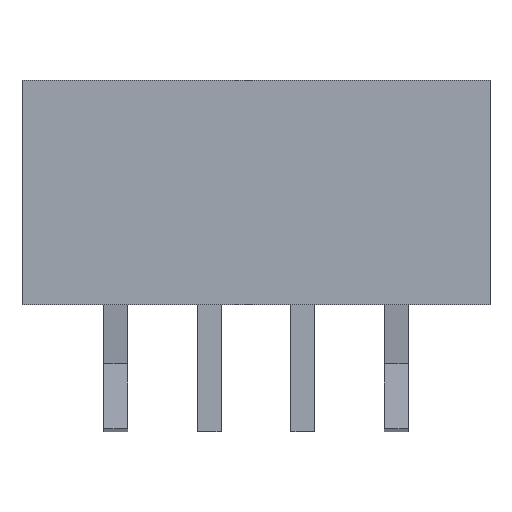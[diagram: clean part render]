
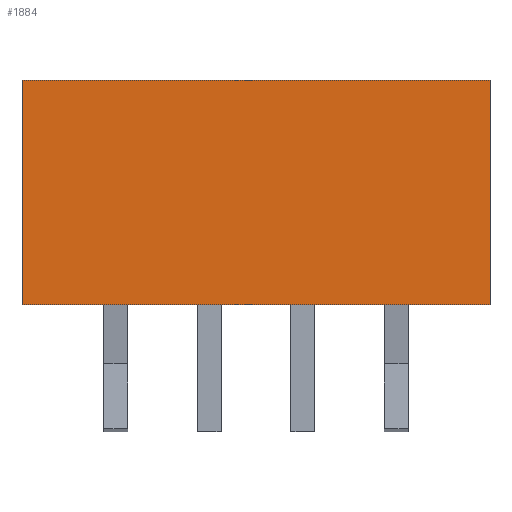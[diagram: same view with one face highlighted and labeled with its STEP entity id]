
A CAD part, front view. The second image highlights one B-rep face of the part: STEP entity #1884.
In plain terms, the highlighted planar face has unit normal (0, -1, 0).
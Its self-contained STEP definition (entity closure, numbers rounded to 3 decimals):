
#34=DIRECTION('',(0.,0.,-1.));
#35=VECTOR('',#34,6.);
#36=CARTESIAN_POINT('',(-6.25,0.,0.));
#37=LINE('',#36,#35);
#170=DIRECTION('',(0.,0.,-1.));
#171=VECTOR('',#170,6.);
#172=CARTESIAN_POINT('',(6.25,0.,0.));
#173=LINE('',#172,#171);
#518=DIRECTION('',(1.,0.,0.));
#519=VECTOR('',#518,12.5);
#520=CARTESIAN_POINT('',(-6.25,0.,0.));
#521=LINE('',#520,#519);
#522=DIRECTION('',(1.,0.,0.));
#523=VECTOR('',#522,12.5);
#524=CARTESIAN_POINT('',(-6.25,0.,-6.));
#525=LINE('',#524,#523);
#946=CARTESIAN_POINT('',(-6.25,0.,-6.));
#948=VERTEX_POINT('',#946);
#950=CARTESIAN_POINT('',(-6.25,0.,0.));
#951=VERTEX_POINT('',#950);
#952=CARTESIAN_POINT('',(6.25,0.,-6.));
#954=VERTEX_POINT('',#952);
#956=CARTESIAN_POINT('',(6.25,0.,0.));
#957=VERTEX_POINT('',#956);
#1872=CARTESIAN_POINT('',(-6.25,0.,0.));
#1873=DIRECTION('',(0.,-1.,0.));
#1874=DIRECTION('',(0.,0.,-1.));
#1875=AXIS2_PLACEMENT_3D('',#1872,#1873,#1874);
#1876=PLANE('',#1875);
#1877=ORIENTED_EDGE('',*,*,#1283,.F.);
#1878=ORIENTED_EDGE('',*,*,#1865,.T.);
#1879=ORIENTED_EDGE('',*,*,#1424,.T.);
#1881=ORIENTED_EDGE('',*,*,#1880,.F.);
#1882=EDGE_LOOP('',(#1877,#1878,#1879,#1881));
#1883=FACE_OUTER_BOUND('',#1882,.F.);
#1283=EDGE_CURVE('',#951,#948,#37,.T.);
#1424=EDGE_CURVE('',#957,#954,#173,.T.);
#1865=EDGE_CURVE('',#951,#957,#521,.T.);
#1880=EDGE_CURVE('',#948,#954,#525,.T.);
#1884=ADVANCED_FACE('',(#1883),#1876,.T.);
